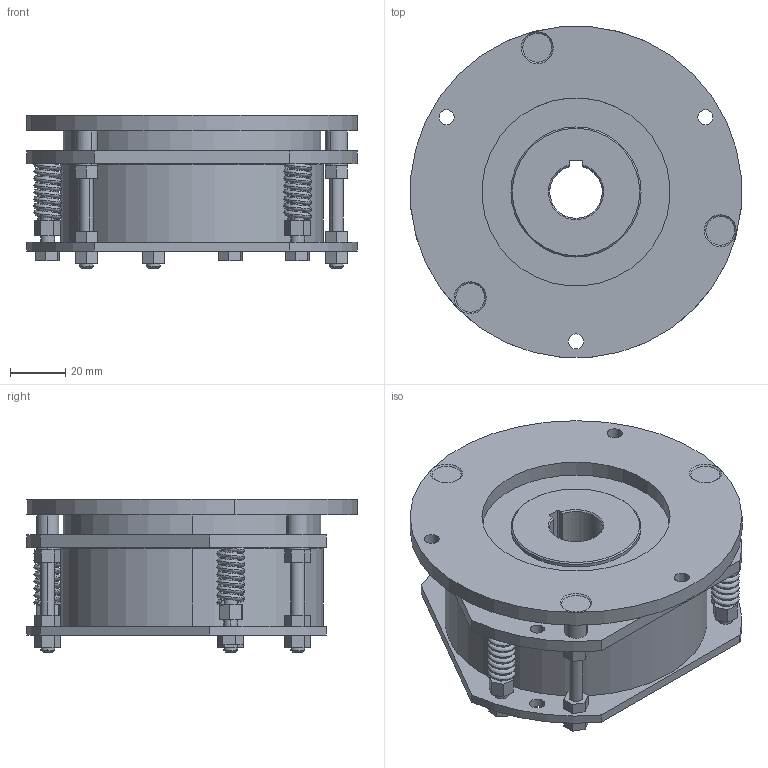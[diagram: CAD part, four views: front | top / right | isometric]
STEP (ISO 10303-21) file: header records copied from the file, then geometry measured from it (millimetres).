
FILE_DESCRIPTION (( 'STEP AP203' ), '1' );
FILE_NAME ('MNB 0.8K-N_23780600.STEP', '2016-06-07T00:15:31', ( ' ' ), ( '' ), 'SwSTEP 2.0', 'SolidWorks 2009', '' );
FILE_SCHEMA (( 'CONFIG_CONTROL_DESIGN' ));
Length unit declared in the file: millimetre
Products named in the file (1): MNB 0.8K-N_23780600
Bounding box: 119.54 x 119.56 x 55.5 mm (x, y, z)
Volume: 313442.5 mm3; surface area: 80591.2 mm2
Topology: 1 solids, 4 shells, 313 faces, 761 edges, 488 vertices
Faces by surface type: plane 170, cylinder 107, cone 26, bspline 6, torus 4
Entity records: 16538 total; most frequent: CARTESIAN_POINT 8879, DIRECTION 1611, ORIENTED_EDGE 1514, EDGE_CURVE 757, AXIS2_PLACEMENT_3D 578, VERTEX_POINT 488, VECTOR 455, LINE 455
